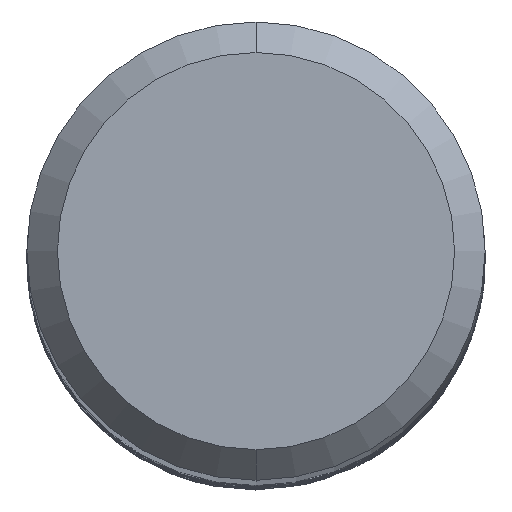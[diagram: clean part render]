
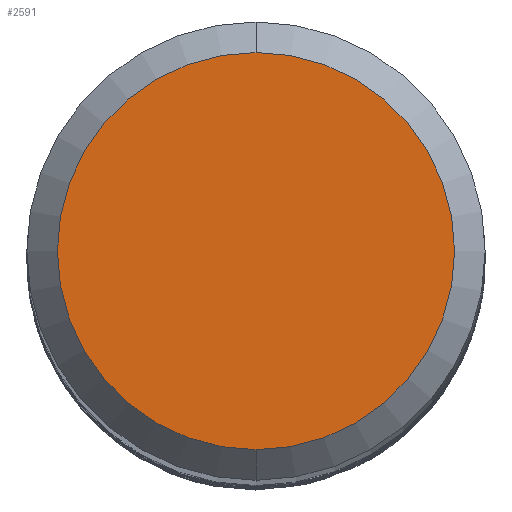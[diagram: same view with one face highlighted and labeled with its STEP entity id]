
A CAD part, top view. The second image highlights one B-rep face of the part: STEP entity #2591.
In plain terms, the highlighted planar face has unit normal (0, 0, 1).
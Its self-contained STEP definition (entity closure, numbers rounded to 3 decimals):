
#1965=VERTEX_POINT('',#4705);
#2483=VERTEX_POINT('',#5258);
#2591=ADVANCED_FACE('',(#5377),#5378,.T.);
#3465=EDGE_CURVE('',#1965,#2483,#6326,.T.);
#3661=EDGE_CURVE('',#2483,#1965,#6546,.T.);
#4705=CARTESIAN_POINT('',(0.,-2.6,0.0));
#5258=CARTESIAN_POINT('',(0.0,2.6,0.0));
#5377=FACE_OUTER_BOUND('',#22833,.T.);
#5378=PLANE('',#22834);
#6326=CIRCLE('',#33306,2.6);
#6546=CIRCLE('',#36762,2.6);
#22833=EDGE_LOOP('',(#42566,#42567));
#22834=AXIS2_PLACEMENT_3D('',#42568,#42569,#42570);
#33306=AXIS2_PLACEMENT_3D('',#43562,#43563,#43564);
#36762=AXIS2_PLACEMENT_3D('',#43856,#43857,#43858);
#42566=ORIENTED_EDGE('',*,*,#3661,.F.);
#42567=ORIENTED_EDGE('',*,*,#3465,.F.);
#42568=CARTESIAN_POINT('',(0.0,1.3,0.0));
#42569=DIRECTION('',(-0.0,0.0,1.0));
#42570=DIRECTION('',(0.0,-1.0,0.0));
#43562=CARTESIAN_POINT('',(0.0,0.0,0.0));
#43563=DIRECTION('',(0.0,0.0,-1.0));
#43564=DIRECTION('',(0.0,1.0,0.0));
#43856=CARTESIAN_POINT('',(0.0,0.0,0.0));
#43857=DIRECTION('',(0.0,0.0,-1.0));
#43858=DIRECTION('',(0.0,1.0,0.0));
